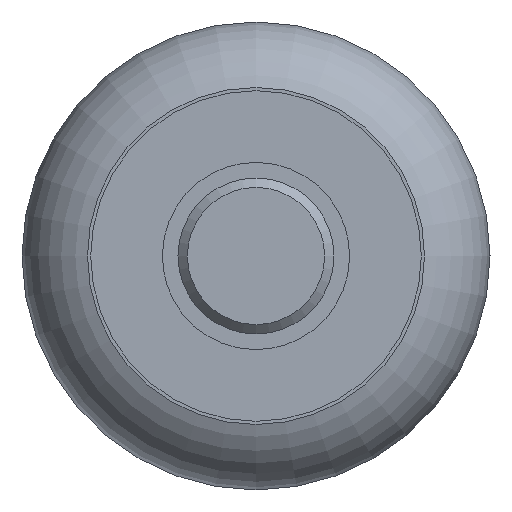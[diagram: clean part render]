
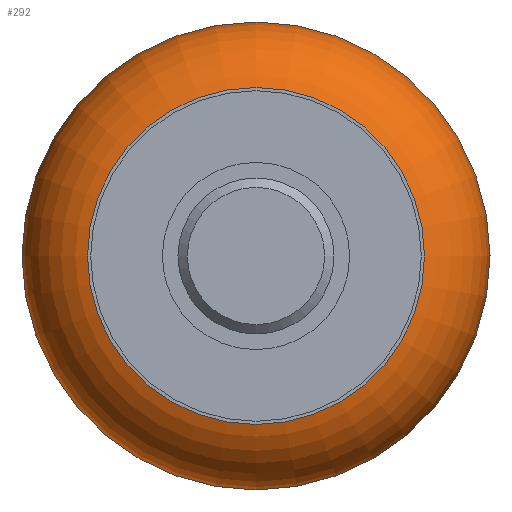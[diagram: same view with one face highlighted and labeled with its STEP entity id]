
A CAD part, left-side view. The second image highlights one B-rep face of the part: STEP entity #292.
In plain terms, the highlighted toroidal (fillet/blend) face has major radius 4.44 mm and minor radius 3.06 mm.
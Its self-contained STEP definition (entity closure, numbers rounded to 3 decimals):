
#34=TOROIDAL_SURFACE($,#332,4.44,3.06);
#43=FACE_BOUND($,#103,.T.);
#76=FACE_OUTER_BOUND($,#102,.T.);
#102=EDGE_LOOP($,(#217));
#103=EDGE_LOOP($,(#218));
#145=CIRCLE($,#331,5.297);
#146=CIRCLE($,#333,7.5);
#168=VERTEX_POINT($,#511);
#169=VERTEX_POINT($,#514);
#191=EDGE_CURVE($,#168,#168,#145,.T.);
#192=EDGE_CURVE($,#169,#169,#146,.T.);
#217=ORIENTED_EDGE($,*,*,#192,.F.);
#218=ORIENTED_EDGE($,*,*,#191,.T.);
#292=ADVANCED_FACE($,(#76,#43),#34,.T.);
#331=AXIS2_PLACEMENT_3D($,#512,#398,#399);
#332=AXIS2_PLACEMENT_3D($,#513,#400,#401);
#333=AXIS2_PLACEMENT_3D($,#515,#402,#403);
#398=DIRECTION('center_axis',(1.,0.,0.));
#399=DIRECTION('ref_axis',(0.,1.,0.));
#400=DIRECTION('center_axis',(1.,0.,0.));
#401=DIRECTION('ref_axis',(0.,0.,-1.));
#402=DIRECTION('center_axis',(1.,0.,0.));
#403=DIRECTION('ref_axis',(0.,1.,0.));
#511=CARTESIAN_POINT('',(0.462,5.297,0.));
#512=CARTESIAN_POINT('Origin',(0.462,0.,0.));
#513=CARTESIAN_POINT('Origin',(3.4,0.,0.));
#514=CARTESIAN_POINT('',(3.4,7.5,0.));
#515=CARTESIAN_POINT('Origin',(3.4,0.,0.));
